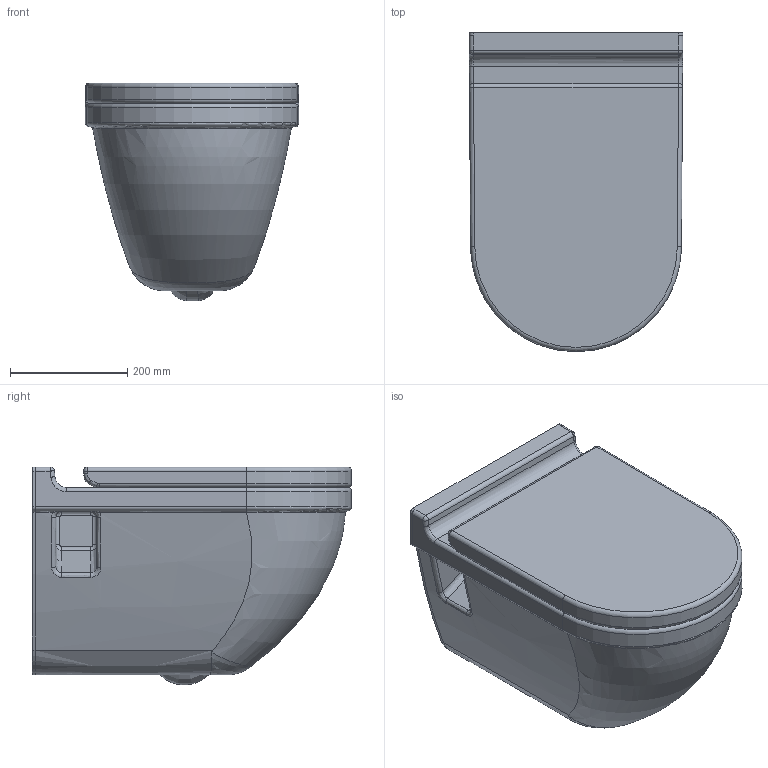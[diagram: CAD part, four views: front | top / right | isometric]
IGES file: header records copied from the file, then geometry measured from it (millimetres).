
Global section: file name: No Iges File Name specified; native system: AutoDesk Inventor R11.0; preprocessor: AutoDesk Inventor Iges Exporter R11.0; author: No Author specified; organization: No Organization specified; date: 20071020.215835; units: millimetre
Bounding box: 365 x 545 x 372.23 mm (x, y, z)
Volume: 36400515.3 mm3; surface area: 1379121.7 mm2
Topology: 3 solids, 3 shells, 235 faces, 539 edges, 312 vertices
Faces by surface type: bspline 75, plane 51, revolution 45, cylinder 38, torus 22, sphere 4
